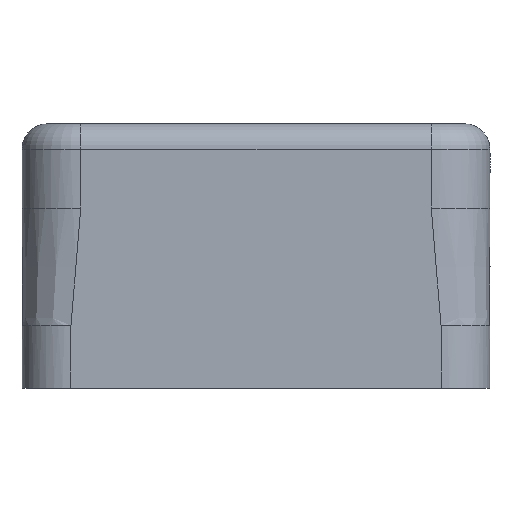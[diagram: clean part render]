
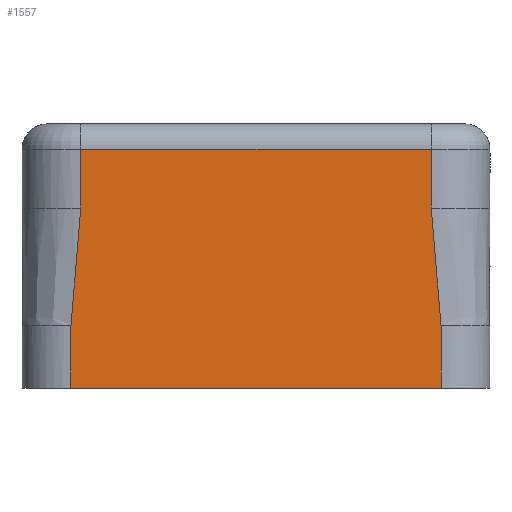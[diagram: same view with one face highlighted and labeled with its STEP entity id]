
A CAD part, left-side view. The second image highlights one B-rep face of the part: STEP entity #1557.
In plain terms, the highlighted face is planar.
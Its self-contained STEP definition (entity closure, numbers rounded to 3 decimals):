
#41=PLANE('',#1742);
#55=B_SPLINE_CURVE_WITH_KNOTS('',3,(#2818,#2819,#2820,#2821),
 .UNSPECIFIED.,.F.,.F.,(4,4),(0.,0.006),.UNSPECIFIED.);
#64=B_SPLINE_CURVE_WITH_KNOTS('',3,(#3282,#3283,#3284,#3285),
 .UNSPECIFIED.,.F.,.F.,(4,4),(0.,0.006),.UNSPECIFIED.);
#95=LINE('',#2534,#199);
#103=LINE('',#2566,#207);
#142=LINE('',#3451,#246);
#169=LINE('',#3560,#273);
#170=LINE('',#3562,#274);
#171=LINE('',#3563,#275);
#199=VECTOR('',#1833,1000.);
#207=VECTOR('',#1861,1000.);
#246=VECTOR('',#2020,1000.);
#273=VECTOR('',#2137,1000.);
#274=VECTOR('',#2140,1000.);
#275=VECTOR('',#2141,1000.);
#567=ORIENTED_EDGE('',*,*,#773,.T.);
#568=ORIENTED_EDGE('',*,*,#942,.T.);
#569=ORIENTED_EDGE('',*,*,#804,.T.);
#570=ORIENTED_EDGE('',*,*,#943,.F.);
#571=ORIENTED_EDGE('',*,*,#891,.F.);
#572=ORIENTED_EDGE('',*,*,#944,.T.);
#573=ORIENTED_EDGE('',*,*,#813,.F.);
#574=ORIENTED_EDGE('',*,*,#788,.F.);
#773=EDGE_CURVE('',#1001,#1000,#95,.T.);
#788=EDGE_CURVE('',#1001,#1015,#103,.T.);
#804=EDGE_CURVE('',#1031,#1029,#55,.T.);
#813=EDGE_CURVE('',#1015,#1037,#64,.T.);
#891=EDGE_CURVE('',#983,#1099,#142,.T.);
#942=EDGE_CURVE('',#1000,#1031,#169,.T.);
#943=EDGE_CURVE('',#1099,#1029,#170,.T.);
#944=EDGE_CURVE('',#983,#1037,#171,.T.);
#983=VERTEX_POINT('',#2274);
#1000=VERTEX_POINT('',#2533);
#1001=VERTEX_POINT('',#2535);
#1015=VERTEX_POINT('',#2567);
#1029=VERTEX_POINT('',#2816);
#1031=VERTEX_POINT('',#2822);
#1037=VERTEX_POINT('',#3276);
#1099=VERTEX_POINT('',#3452);
#1291=EDGE_LOOP('',(#567,#568,#569,#570,#571,#572,#573,#574));
#1407=FACE_BOUND('',#1291,.T.);
#1557=ADVANCED_FACE('',(#1407),#41,.F.);
#1742=AXIS2_PLACEMENT_3D('',#3561,#2138,#2139);
#1833=DIRECTION('',(-1.,0.,0.));
#1861=DIRECTION('',(0.,1.,0.));
#2020=DIRECTION('',(-1.,0.,0.));
#2137=DIRECTION('',(0.,1.,0.));
#2138=DIRECTION('',(0.,0.,1.));
#2139=DIRECTION('',(1.,0.,0.));
#2140=DIRECTION('',(0.,-1.,0.));
#2141=DIRECTION('',(0.,-1.,0.));
#2274=CARTESIAN_POINT('',(8.95,-1.3,-27.2));
#2533=CARTESIAN_POINT('',(-9.45,-13.5,-27.2));
#2534=CARTESIAN_POINT('',(8.95,-13.5,-27.2));
#2535=CARTESIAN_POINT('',(9.45,-13.5,-27.2));
#2566=CARTESIAN_POINT('',(9.45,-4.3,-27.2));
#2567=CARTESIAN_POINT('',(9.45,-10.3,-27.2));
#2816=CARTESIAN_POINT('',(-8.95,-4.3,-27.2));
#2818=CARTESIAN_POINT('',(-9.45,-10.3,-27.2));
#2819=CARTESIAN_POINT('',(-9.45,-8.3,-27.2));
#2820=CARTESIAN_POINT('',(-8.95,-6.3,-27.2));
#2821=CARTESIAN_POINT('',(-8.95,-4.3,-27.2));
#2822=CARTESIAN_POINT('',(-9.45,-10.3,-27.2));
#3276=CARTESIAN_POINT('',(8.95,-4.3,-27.2));
#3282=CARTESIAN_POINT('',(9.45,-10.3,-27.2));
#3283=CARTESIAN_POINT('',(9.45,-8.3,-27.2));
#3284=CARTESIAN_POINT('',(8.95,-6.3,-27.2));
#3285=CARTESIAN_POINT('',(8.95,-4.3,-27.2));
#3451=CARTESIAN_POINT('',(0.,-1.3,-27.2));
#3452=CARTESIAN_POINT('',(-8.95,-1.3,-27.2));
#3560=CARTESIAN_POINT('',(-9.45,-4.3,-27.2));
#3561=CARTESIAN_POINT('',(0.,-4.3,-27.2));
#3562=CARTESIAN_POINT('',(-8.95,-0.3,-27.2));
#3563=CARTESIAN_POINT('',(8.95,-0.3,-27.2));
